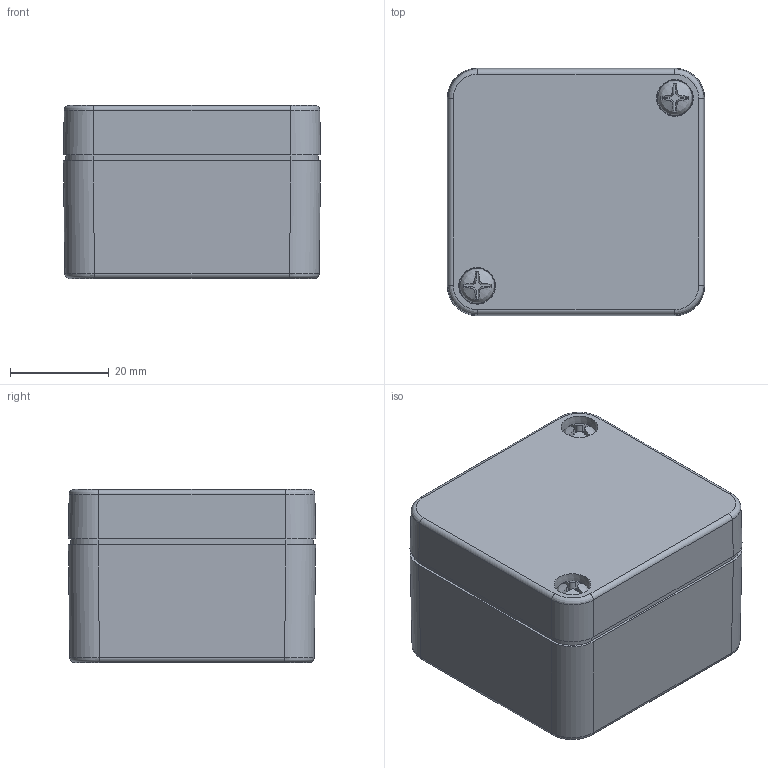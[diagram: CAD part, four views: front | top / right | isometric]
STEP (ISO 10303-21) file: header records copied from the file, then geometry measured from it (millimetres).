
FILE_DESCRIPTION(/* description */ (''),/* implementation_level */ '2;1');
FILE_NAME(/* name */ '01050504000-RST.stp',/* time_stamp */ '2021-09-02T11:21:07+02:00',/* author */ ('sl'),/* organization */ (''),/* preprocessor_version */ 'ST-DEVELOPER v16.5',/* originating_system */ 'Autodesk Inventor 2017',/* authorisation */ '');
FILE_SCHEMA (('AUTOMOTIVE_DESIGN { 1 0 10303 214 3 1 1 }'));
Length unit declared in the file: millimetre
Products named in the file (4): 03205000_T-205; 205 UT_1009643_3D; 205 OT_1009641_3D; SHR Z M4x20x7 ÄHNL_DIN EN ISO 7045 OG_3Dsym
Assembly tree (4 placements, depth 2):
  03205000_T-205
    205 UT_1009643_3D
    205 OT_1009641_3D
    SHR Z M4x20x7 ÄHNL_DIN EN ISO 7045 OG_3Dsym  x2
Bounding box: 52 x 50 x 35 mm (x, y, z)
Volume: 29522 mm3; surface area: 26789.4 mm2
Topology: 4 solids, 4 shells, 398 faces, 979 edges, 605 vertices
Faces by surface type: plane 144, cone 104, torus 72, cylinder 60, bspline 14, sphere 4
Full cylindrical faces by diameter (mm): 2.87 x2, 3.55 x2, 4 x2, 7 x2
Entity records: 11875 total; most frequent: CARTESIAN_POINT 3057, DIRECTION 1952, ORIENTED_EDGE 1738, EDGE_CURVE 869, AXIS2_PLACEMENT_3D 794, VERTEX_POINT 556, EDGE_LOOP 433, CIRCLE 389
